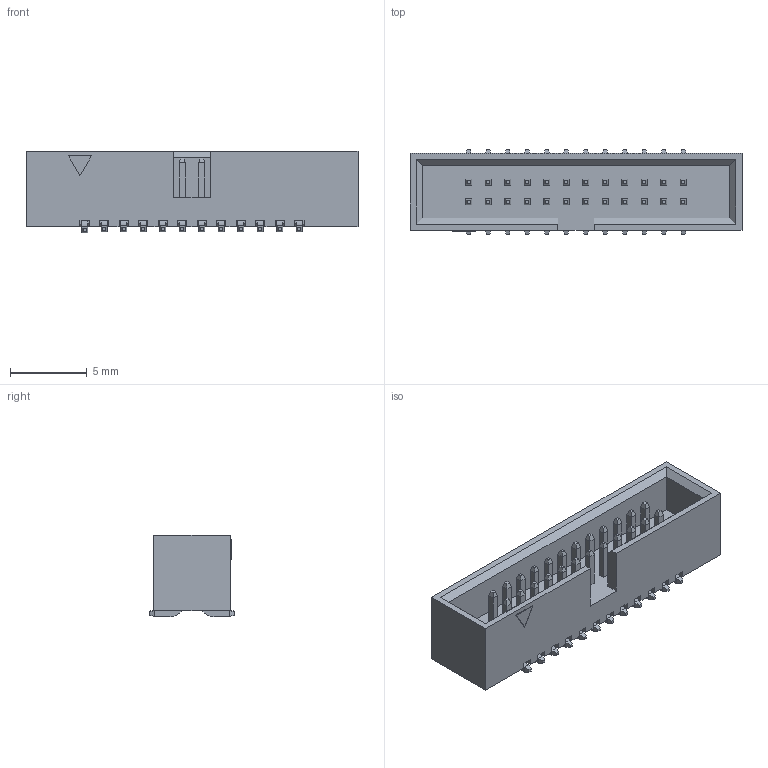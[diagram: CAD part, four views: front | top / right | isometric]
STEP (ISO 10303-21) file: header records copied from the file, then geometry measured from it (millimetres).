
FILE_DESCRIPTION(/* description */ ('Unknown'),/* implementation_level */ '2;1');
FILE_NAME(/* name */ '62702420621',/* time_stamp */ '2021-02-23T16:11:06+01:00',/* author */ ('Unknown'),/* organization */ ('Unknown'),/* preprocessor_version */ 'ST-DEVELOPER v16.7',/* originating_system */ 'DEX',/* authorisation */ $);
FILE_SCHEMA (('AUTOMOTIVE_DESIGN {1 0 10303 214 3 1 1}'));
Length unit declared in the file: millimetre
Products named in the file (3): 6270xx20621; 62702420621; 6270xx20621_PIN
Assembly tree (25 placements, depth 2):
  6270xx20621
    62702420621
    6270xx20621_PIN  x24
Bounding box: 21.59 x 5.51 x 5.3 mm (x, y, z)
Volume: 320.7 mm3; surface area: 927.1 mm2
Topology: 25 solids, 25 shells, 719 faces, 1832 edges, 1140 vertices
Faces by surface type: plane 671, cylinder 48
Entity records: 12328 total; most frequent: CARTESIAN_POINT 1831, ORIENTED_EDGE 1824, DIRECTION 1578, EDGE_CURVE 912, LINE 908, VECTOR 908, VERTEX_POINT 588, AXIS2_PLACEMENT_3D 335
